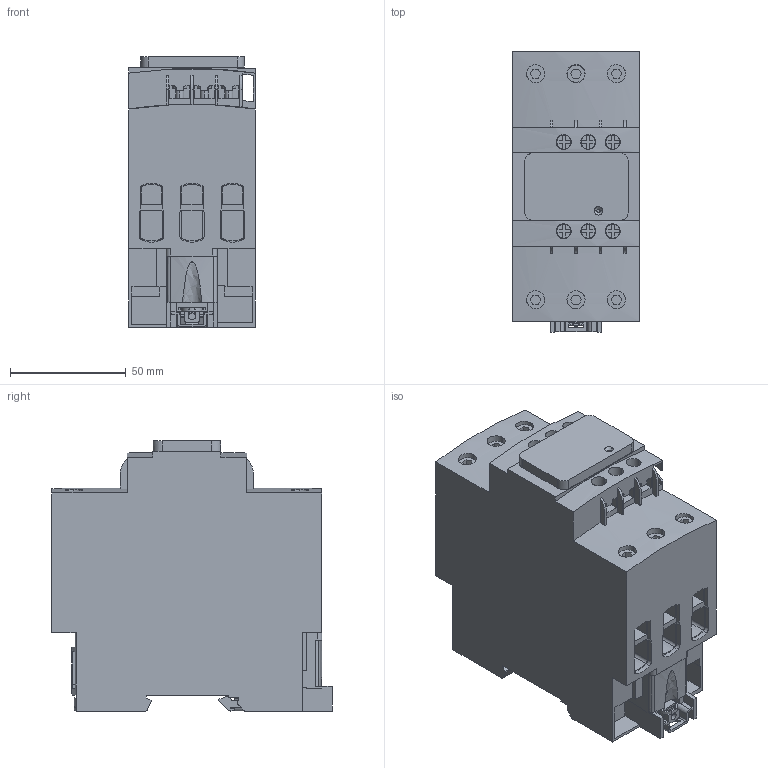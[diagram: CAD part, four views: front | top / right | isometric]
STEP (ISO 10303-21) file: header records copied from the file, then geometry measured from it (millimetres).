
FILE_DESCRIPTION((''),'2;1');
FILE_NAME('LC1D40-80A-3D_ASM','2021-09-15T15:26:19',('SESA540900'),('Schneider-Electric'),'CREO PARAMETRIC BY PTC INC, 2019471','CREO PARAMETRIC BY PTC INC, 2019471','');
FILE_SCHEMA(('AP242_MANAGED_MODEL_BASED_3D_ENGINEERING_MIM_LF { 1 0 10303 442 1 1 4 }'));
Products named in the file (2): LC1D40-80A-3D-SIMPLIFIED; LC1D40-80A-3D_ASM
Assembly tree (1 placements, depth 2):
  LC1D40-80A-3D_ASM
    LC1D40-80A-3D-SIMPLIFIED
Bounding box: 54.8 x 121.22 x 116.98 mm (x, y, z)
Volume: 561841 mm3; surface area: 81041.9 mm2
Topology: 5 solids, 10 shells, 1063 faces, 3970 edges, 2995 vertices
Faces by surface type: plane 744, cylinder 278, extrusion 39, cone 2
Entity records: 86547 total; most frequent: CARTESIAN_POINT 35598, DIRECTION 6844, ORIENTED_EDGE 5894, PRESENTATION_STYLE_ASSIGNMENT 4462, STYLED_ITEM 4013, CURVE_STYLE 3999, EDGE_CURVE 2947, VECTOR 2912
